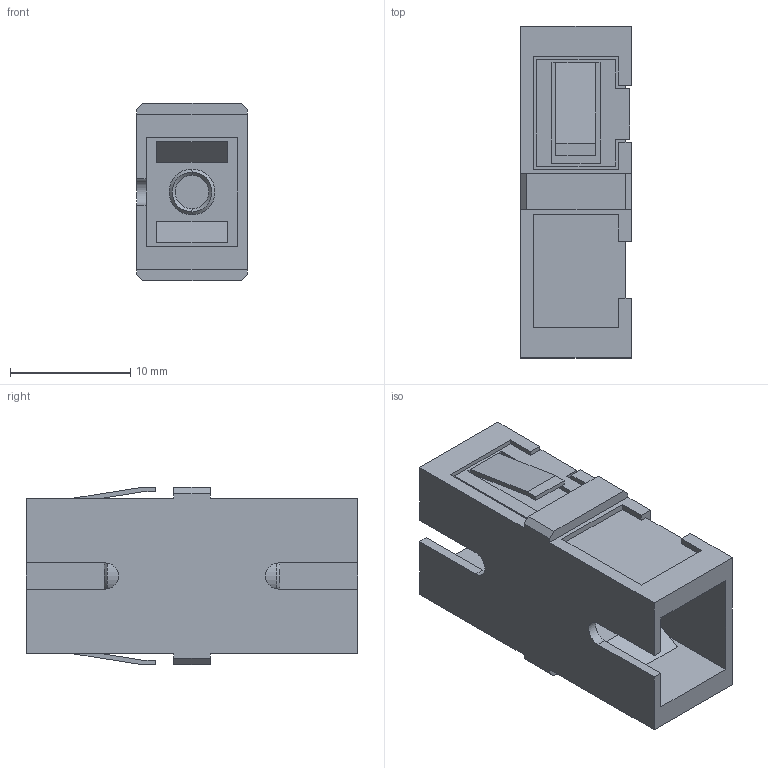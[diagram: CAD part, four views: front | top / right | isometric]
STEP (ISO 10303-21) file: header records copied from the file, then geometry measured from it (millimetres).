
FILE_DESCRIPTION (( 'STEP AP214' ), '1' );
FILE_NAME ('FOA-SCM31-PC0N_3D.STEP', '2021-08-13T21:21:44', ( '' ), ( '' ), 'SwSTEP 2.0', 'SolidWorks 2021', '' );
FILE_SCHEMA (( 'AUTOMOTIVE_DESIGN' ));
Length unit declared in the file: inch
Products named in the file (1): FOA-SCM31-PC0N_3D
Bounding box: 9.2 x 27.54 x 14.76 mm (x, y, z)
Volume: 1582.7 mm3; surface area: 3456.5 mm2
Topology: 2 solids, 2 shells, 154 faces, 416 edges, 272 vertices
Faces by surface type: plane 136, cylinder 10, cone 8
Entity records: 6784 total; most frequent: CARTESIAN_POINT 843, ORIENTED_EDGE 832, DIRECTION 750, EDGE_CURVE 416, VECTOR 392, LINE 392, VERTEX_POINT 272, AXIS2_PLACEMENT_3D 179
